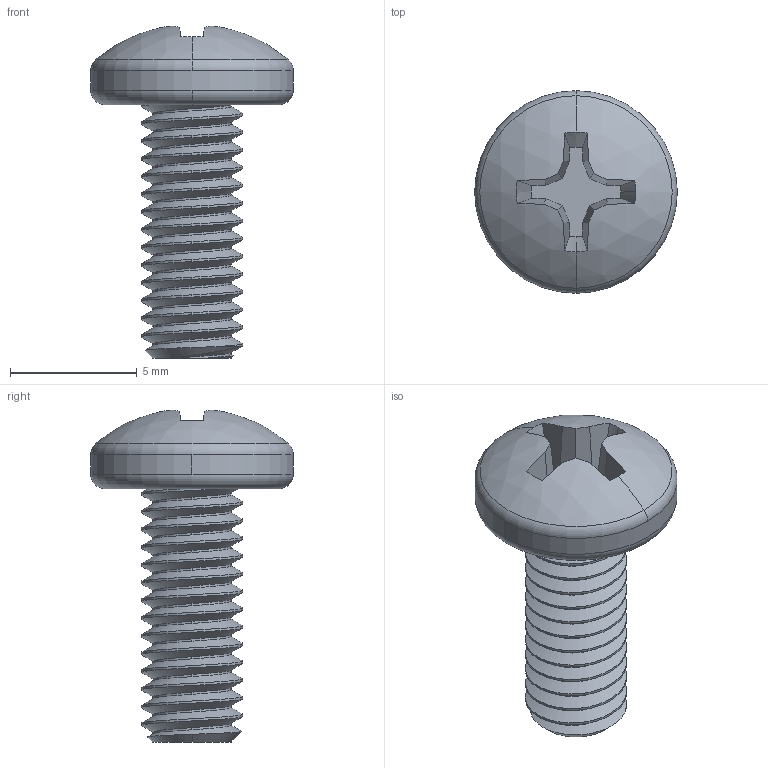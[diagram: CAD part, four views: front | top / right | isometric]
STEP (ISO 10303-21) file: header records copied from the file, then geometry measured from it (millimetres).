
FILE_DESCRIPTION (( 'STEP AP203' ), '1' );
FILE_NAME ('90116A207_316 Stainless Steel Pan Head Phillips Screws.STEP', '2021-09-09T15:34:26', ( 'Administrator' ), ( 'Managed by Terraform' ), 'SwSTEP 2.0', 'SolidWorks 2017', '' );
FILE_SCHEMA (( 'CONFIG_CONTROL_DESIGN' ));
Length unit declared in the file: millimetre
Products named in the file (1): 90116A207_316 Stainless Steel Pan Head Phillips Screws
Bounding box: 8 x 8 x 13.11 mm (x, y, z)
Volume: 203.1 mm3; surface area: 364.9 mm2
Topology: 1 solids, 1 shells, 111 faces, 319 edges, 211 vertices
Faces by surface type: cylinder 74, plane 19, cone 9, torus 4, bspline 3, sphere 2
Entity records: 4977 total; most frequent: CARTESIAN_POINT 2408, ORIENTED_EDGE 638, DIRECTION 433, EDGE_CURVE 319, VERTEX_POINT 211, AXIS2_PLACEMENT_3D 164, EDGE_LOOP 112, FACE_OUTER_BOUND 111
